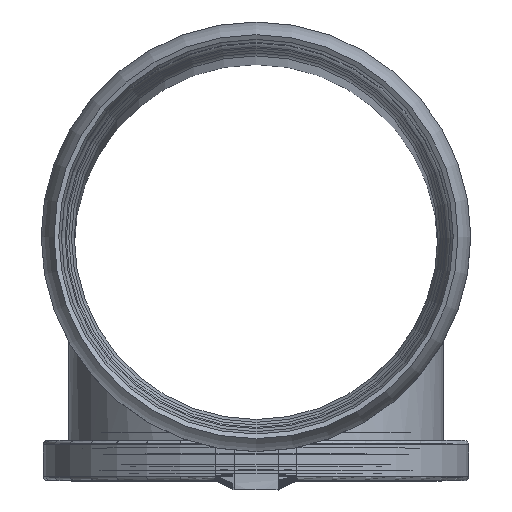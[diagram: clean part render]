
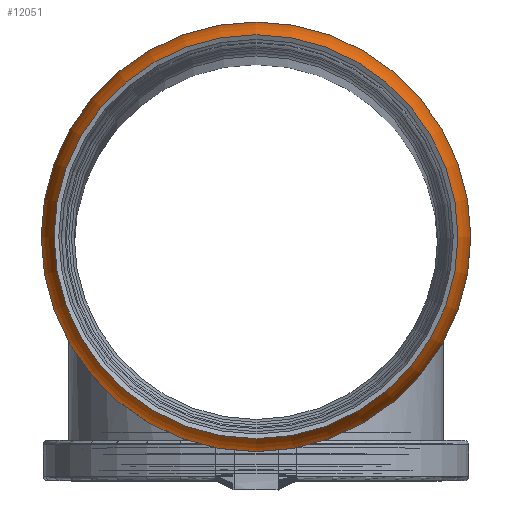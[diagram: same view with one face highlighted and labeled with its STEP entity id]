
A CAD part, top view. The second image highlights one B-rep face of the part: STEP entity #12051.
In plain terms, the highlighted toroidal (fillet/blend) face has major radius 340 mm and minor radius 245 mm.
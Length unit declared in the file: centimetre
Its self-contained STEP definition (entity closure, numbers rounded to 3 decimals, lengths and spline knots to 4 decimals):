
#229=TOROIDAL_SURFACE('',#12778,34.,24.5);
#3400=FACE_OUTER_BOUND('',#4078,.T.);
#4078=EDGE_LOOP('',(#8398,#8399,#8400,#8401,#8402,#8403));
#4779=CIRCLE('',#12775,58.5);
#4780=CIRCLE('',#12776,58.5);
#4782=CIRCLE('',#12779,24.5);
#4783=CIRCLE('',#12780,55.0117);
#4784=CIRCLE('',#12781,55.0117);
#5262=VERTEX_POINT('',#18072);
#5263=VERTEX_POINT('',#18074);
#5264=VERTEX_POINT('',#18079);
#5265=VERTEX_POINT('',#18081);
#6475=EDGE_CURVE('',#5262,#5263,#4779,.T.);
#6476=EDGE_CURVE('',#5263,#5262,#4780,.T.);
#6478=EDGE_CURVE('',#5263,#5264,#4782,.T.);
#6479=EDGE_CURVE('',#5264,#5265,#4783,.T.);
#6480=EDGE_CURVE('',#5265,#5264,#4784,.T.);
#8398=ORIENTED_EDGE('',*,*,#6475,.F.);
#8399=ORIENTED_EDGE('',*,*,#6476,.F.);
#8400=ORIENTED_EDGE('',*,*,#6478,.T.);
#8401=ORIENTED_EDGE('',*,*,#6479,.T.);
#8402=ORIENTED_EDGE('',*,*,#6480,.T.);
#8403=ORIENTED_EDGE('',*,*,#6478,.F.);
#12051=ADVANCED_FACE('',(#3400),#229,.T.);
#12775=AXIS2_PLACEMENT_3D('',#18075,#13571,#13572);
#12776=AXIS2_PLACEMENT_3D('',#18076,#13573,#13574);
#12778=AXIS2_PLACEMENT_3D('',#18078,#13577,#13578);
#12779=AXIS2_PLACEMENT_3D('',#18080,#13579,#13580);
#12780=AXIS2_PLACEMENT_3D('',#18082,#13581,#13582);
#12781=AXIS2_PLACEMENT_3D('',#18083,#13583,#13584);
#13571=DIRECTION('center_axis',(0.,0.,
-1.));
#13572=DIRECTION('ref_axis',(1.,0.,0.));
#13573=DIRECTION('center_axis',(0.,0.,
-1.));
#13574=DIRECTION('ref_axis',(1.,0.,0.));
#13577=DIRECTION('center_axis',(0.,0.,
-1.));
#13578=DIRECTION('ref_axis',(0.,1.,0.));
#13579=DIRECTION('center_axis',(-1.,0.,0.));
#13580=DIRECTION('ref_axis',(0.,-1.,0.));
#13581=DIRECTION('center_axis',(0.,0.,
-1.));
#13582=DIRECTION('ref_axis',(1.,0.,0.));
#13583=DIRECTION('center_axis',(0.,0.,
-1.));
#13584=DIRECTION('ref_axis',(1.,0.,0.));
#18072=CARTESIAN_POINT('',(-58.5,0.,1487.4));
#18074=CARTESIAN_POINT('',(0.,-58.5,1487.4));
#18075=CARTESIAN_POINT('Origin',(0.,0.,1487.4));
#18076=CARTESIAN_POINT('Origin',(0.,0.,1487.4));
#18078=CARTESIAN_POINT('Origin',(0.,0.,1487.4));
#18079=CARTESIAN_POINT('',(0.,-55.0117,1500.));
#18080=CARTESIAN_POINT('Origin',(0.,-34.,1487.4));
#18081=CARTESIAN_POINT('',(-55.0117,0.,1500.));
#18082=CARTESIAN_POINT('Origin',(0.,0.,
1500.));
#18083=CARTESIAN_POINT('Origin',(0.,0.,
1500.));
